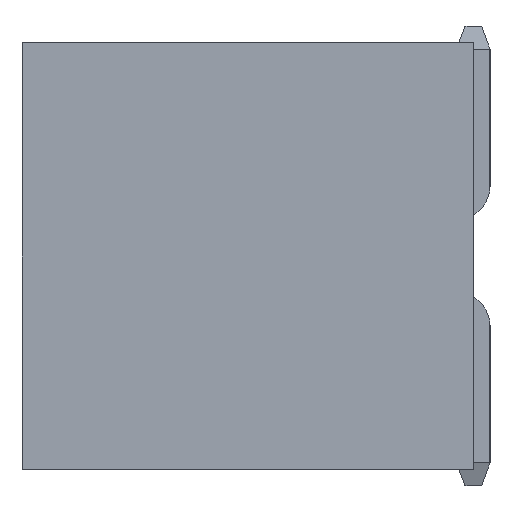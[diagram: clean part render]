
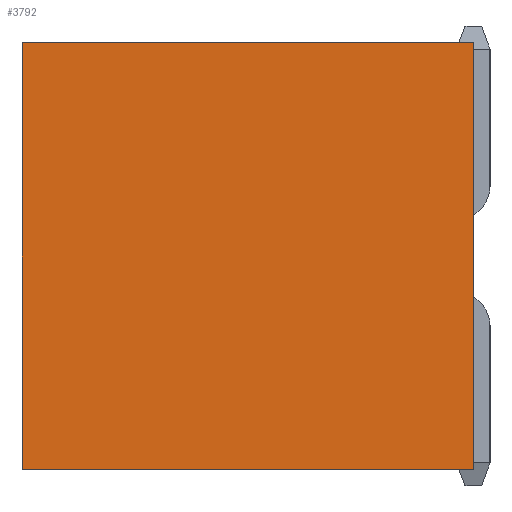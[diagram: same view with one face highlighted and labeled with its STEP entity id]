
A CAD part, left-side view. The second image highlights one B-rep face of the part: STEP entity #3792.
In plain terms, the highlighted planar face has unit normal (-1, 0, 0).
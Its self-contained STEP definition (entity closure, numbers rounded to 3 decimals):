
#116 = LINE ( 'NONE', #1933, #913 ) ;
#343 = CARTESIAN_POINT ( 'NONE',  ( -7.595, 5.4, 2.55 ) ) ;
#353 = DIRECTION ( 'NONE',  ( 1., 0., 0. ) ) ;
#368 = CARTESIAN_POINT ( 'NONE',  ( -7.595, 5.4, 2.55 ) ) ;
#405 = VERTEX_POINT ( 'NONE', #1464 ) ;
#547 = CARTESIAN_POINT ( 'NONE',  ( -7.595, 5.4, -2.55 ) ) ;
#874 = EDGE_CURVE ( 'NONE', #405, #3192, #1772, .T. ) ;
#913 = VECTOR ( 'NONE', #4407, 1000. ) ;
#938 = CARTESIAN_POINT ( 'NONE',  ( -7.595, 0., 2.55 ) ) ;
#971 = DIRECTION ( 'NONE',  ( 0., -1., 0. ) ) ;
#1026 = EDGE_CURVE ( 'NONE', #3192, #4061, #116, .T. ) ;
#1371 = ORIENTED_EDGE ( 'NONE', *, *, #1026, .F. ) ;
#1464 = CARTESIAN_POINT ( 'NONE',  ( -7.595, 5.4, -2.55 ) ) ;
#1650 = LINE ( 'NONE', #547, #3368 ) ;
#1772 = LINE ( 'NONE', #368, #1954 ) ;
#1933 = CARTESIAN_POINT ( 'NONE',  ( -7.595, 5.4, 2.55 ) ) ;
#1954 = VECTOR ( 'NONE', #3897, 1000. ) ;
#2003 = EDGE_CURVE ( 'NONE', #4105, #4061, #4165, .T. ) ;
#2081 = VECTOR ( 'NONE', #3809, 1000. ) ;
#2120 = AXIS2_PLACEMENT_3D ( 'NONE', #4602, #353, #2525 ) ;
#2384 = EDGE_CURVE ( 'NONE', #405, #4105, #1650, .T. ) ;
#2525 = DIRECTION ( 'NONE',  ( 0., 0., -1. ) ) ;
#2975 = ORIENTED_EDGE ( 'NONE', *, *, #874, .F. ) ;
#3182 = PLANE ( 'NONE',  #2120 ) ;
#3192 = VERTEX_POINT ( 'NONE', #343 ) ;
#3330 = EDGE_LOOP ( 'NONE', ( #3365, #1371, #2975, #3581 ) ) ;
#3365 = ORIENTED_EDGE ( 'NONE', *, *, #2003, .T. ) ;
#3368 = VECTOR ( 'NONE', #971, 1000. ) ;
#3528 = FACE_OUTER_BOUND ( 'NONE', #3330, .T. ) ;
#3581 = ORIENTED_EDGE ( 'NONE', *, *, #2384, .T. ) ;
#3686 = CARTESIAN_POINT ( 'NONE',  ( -7.595, 0., 2.55 ) ) ;
#3792 = ADVANCED_FACE ( 'NONE', ( #3528 ), #3182, .F. ) ;
#3809 = DIRECTION ( 'NONE',  ( 0., 0., 1. ) ) ;
#3897 = DIRECTION ( 'NONE',  ( 0., 0., 1. ) ) ;
#4061 = VERTEX_POINT ( 'NONE', #3686 ) ;
#4068 = CARTESIAN_POINT ( 'NONE',  ( -7.595, 0., -2.55 ) ) ;
#4105 = VERTEX_POINT ( 'NONE', #4068 ) ;
#4165 = LINE ( 'NONE', #938, #2081 ) ;
#4407 = DIRECTION ( 'NONE',  ( 0., -1., 0. ) ) ;
#4602 = CARTESIAN_POINT ( 'NONE',  ( -7.595, 5.4, 2.55 ) ) ;
